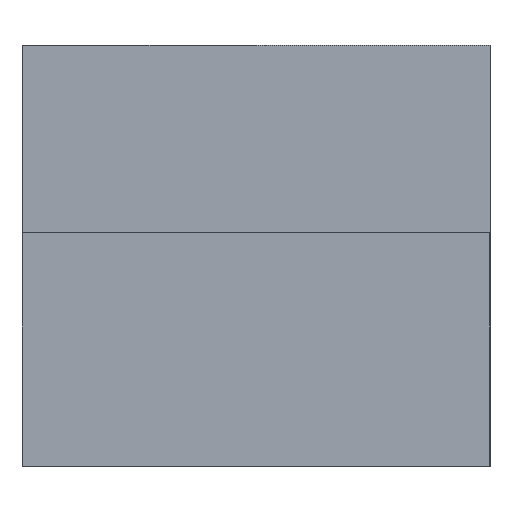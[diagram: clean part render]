
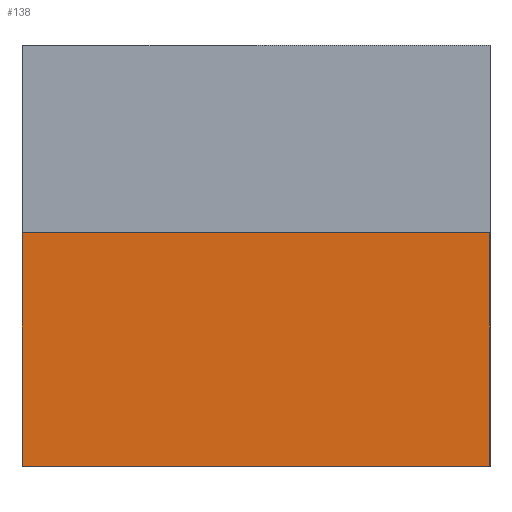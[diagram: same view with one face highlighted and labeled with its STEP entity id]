
A CAD part, left-side view. The second image highlights one B-rep face of the part: STEP entity #138.
In plain terms, the highlighted planar face has unit normal (-1, 0, 0).
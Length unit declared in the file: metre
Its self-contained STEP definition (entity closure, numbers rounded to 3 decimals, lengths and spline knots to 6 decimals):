
#12=ORIENTED_EDGE('',*,*,#48,.F.);
#13=ORIENTED_EDGE('',*,*,#49,.F.);
#14=ORIENTED_EDGE('',*,*,#50,.T.);
#15=ORIENTED_EDGE('',*,*,#51,.T.);
#48=EDGE_CURVE('',#66,#67,#78,.T.);
#49=EDGE_CURVE('',#68,#66,#79,.T.);
#50=EDGE_CURVE('',#68,#69,#80,.T.);
#51=EDGE_CURVE('',#69,#67,#81,.T.);
#66=VERTEX_POINT('',#206);
#67=VERTEX_POINT('',#207);
#68=VERTEX_POINT('',#209);
#69=VERTEX_POINT('',#211);
#78=LINE('',#205,#96);
#79=LINE('',#208,#97);
#80=LINE('',#210,#98);
#81=LINE('',#212,#99);
#96=VECTOR('',#171,1.);
#97=VECTOR('',#172,1.);
#98=VECTOR('',#173,1.);
#99=VECTOR('',#174,1.);
#114=EDGE_LOOP('',(#12,#13,#14,#15));
#122=FACE_BOUND('',#114,.T.);
#130=PLANE('',#159);
#138=ADVANCED_FACE('',(#122),#130,.T.);
#159=AXIS2_PLACEMENT_3D('',#204,#169,#170);
#169=DIRECTION('',(-1.,0.,0.));
#170=DIRECTION('',(0.,0.,1.));
#171=DIRECTION('',(0.,1.,0.));
#172=DIRECTION('',(0.,0.,-1.));
#173=DIRECTION('',(0.,1.,0.));
#174=DIRECTION('',(0.,0.,-1.));
#204=CARTESIAN_POINT('',(0.066406,0.007933,-0.0016));
#205=CARTESIAN_POINT('',(0.066406,0.007933,-0.0036));
#206=CARTESIAN_POINT('',(0.066406,0.005933,-0.0036));
#207=CARTESIAN_POINT('',(0.066406,0.009933,-0.0036));
#208=CARTESIAN_POINT('',(0.066406,0.005933,-0.0016));
#209=CARTESIAN_POINT('',(0.066406,0.005933,-0.0016));
#210=CARTESIAN_POINT('',(0.066406,0.007933,-0.0016));
#211=CARTESIAN_POINT('',(0.066406,0.009933,-0.0016));
#212=CARTESIAN_POINT('',(0.066406,0.009933,-0.0016));
